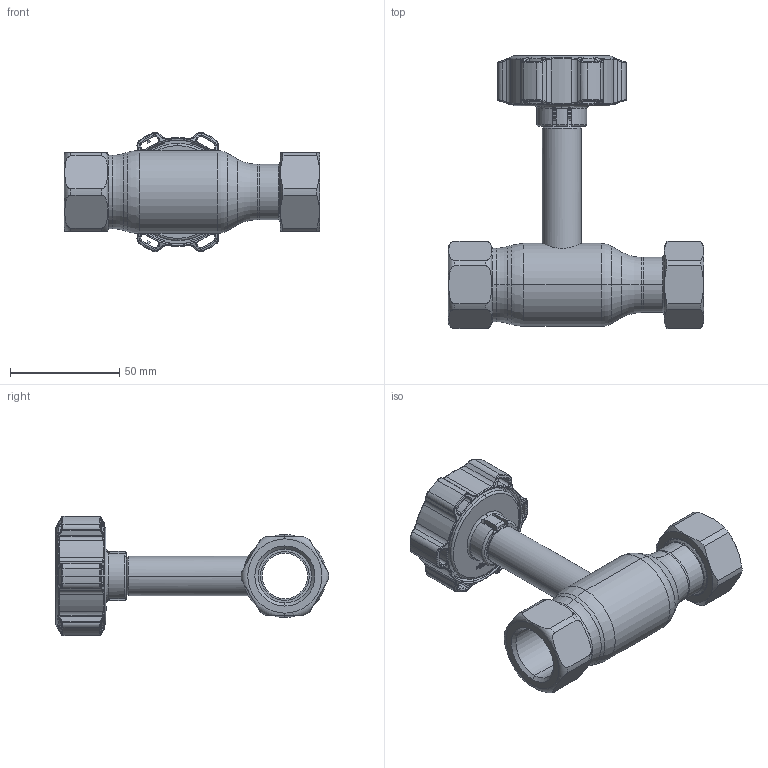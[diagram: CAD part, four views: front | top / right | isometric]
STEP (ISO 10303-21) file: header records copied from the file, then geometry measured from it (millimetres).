
FILE_DESCRIPTION (( 'STEP AP214' ), '1' );
FILE_NAME ('1020002201-1200.step', '2024-01-16T11:15:13', ( '' ), ( '' ), 'SwSTEP 2.0', 'SolidWorks 2021', '' );
FILE_SCHEMA (( 'AUTOMOTIVE_DESIGN' ));
Length unit declared in the file: millimetre
Products named in the file (1): 1020002201-1200
Bounding box: 116.95 x 125.09 x 54.57 mm (x, y, z)
Surface area: 37630 mm2 (no closed solid volume)
Topology: 0 solids, 11 shells, 565 faces, 1585 edges, 1008 vertices
Faces by surface type: bspline 170, cylinder 148, plane 105, torus 87, cone 55
Entity records: 33962 total; most frequent: CARTESIAN_POINT 14737, ORIENTED_EDGE 2864, DIRECTION 2342, EDGE_CURVE 1585, VERTEX_POINT 1008, AXIS2_PLACEMENT_3D 943, EDGE_LOOP 603, UNCERTAINTY_MEASURE_WITH_UNIT 567
